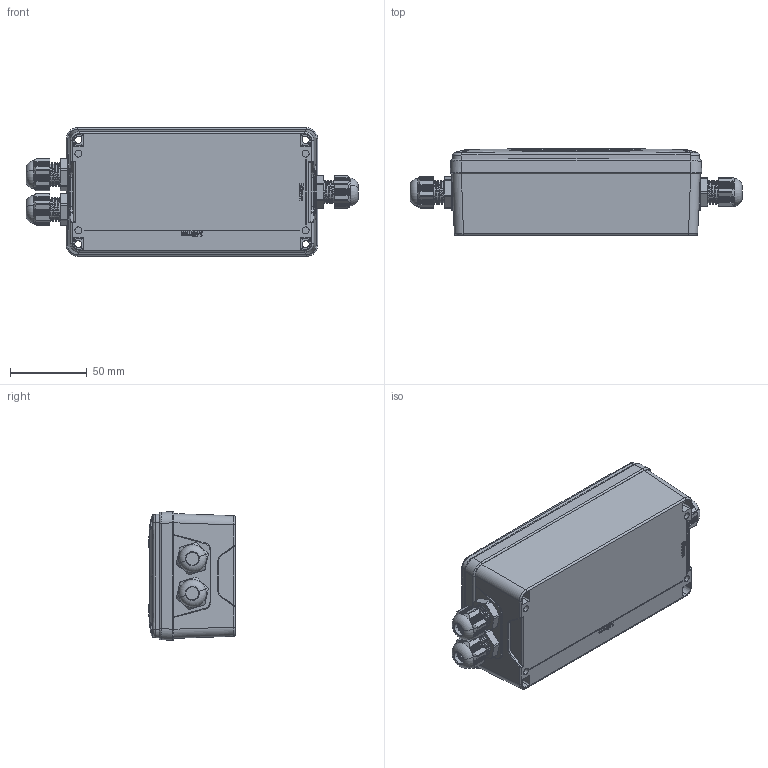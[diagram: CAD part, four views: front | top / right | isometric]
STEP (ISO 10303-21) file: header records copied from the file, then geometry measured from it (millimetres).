
FILE_DESCRIPTION (( 'STEP AP214' ), '1' );
FILE_NAME ('T24 - RM1.STEP', '2019-02-04T21:44:35', ( '' ), ( '' ), 'SwSTEP 2.0', 'SolidWorks 2015', '' );
FILE_SCHEMA (( 'AUTOMOTIVE_DESIGN' ));
Length unit declared in the file: millimetre
Products named in the file (1): T24 - RM1
Bounding box: 216.2 x 56.49 x 83.68 mm (x, y, z)
Volume: 712234.8 mm3; surface area: 72795.6 mm2
Topology: 5 solids, 8 shells, 2833 faces, 7965 edges, 5240 vertices
Faces by surface type: plane 1569, bspline 558, cylinder 518, cone 137, torus 51
Entity records: 152132 total; most frequent: CARTESIAN_POINT 52860, ORIENTED_EDGE 15930, DIRECTION 11539, EDGE_CURVE 7965, VERTEX_POINT 5240, VECTOR 4843, LINE 4843, AXIS2_PLACEMENT_3D 3348
